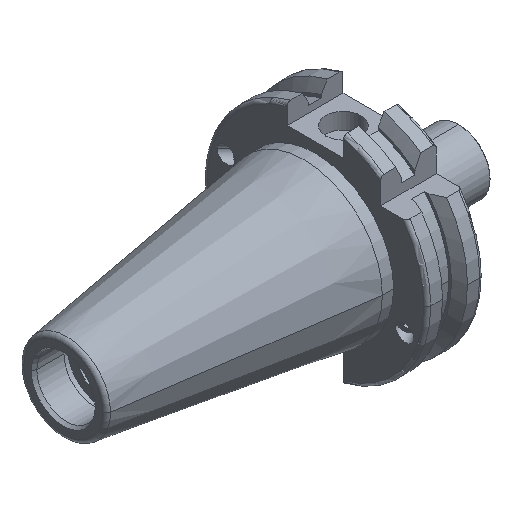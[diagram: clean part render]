
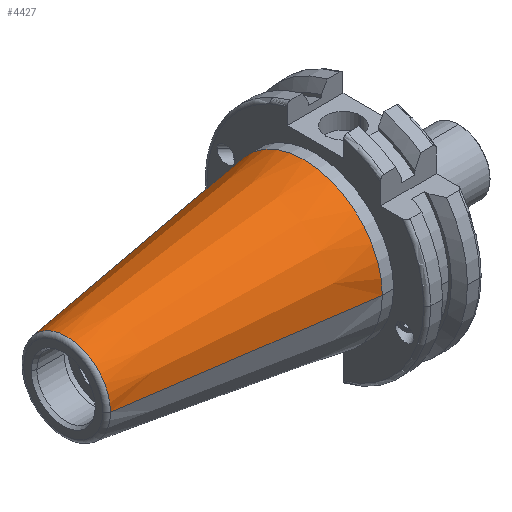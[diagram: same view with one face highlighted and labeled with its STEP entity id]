
A CAD part, isometric view. The second image highlights one B-rep face of the part: STEP entity #4427.
In plain terms, the highlighted conical face has half-angle 8.297 degrees and reference radius 22.225 mm.
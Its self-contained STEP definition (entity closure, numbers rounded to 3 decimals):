
#45 = CARTESIAN_POINT ( 'NONE',  ( 0., 0., 0. ) ) ;
#68 = CARTESIAN_POINT ( 'NONE',  ( -67.373, 12.4, 0. ) ) ;
#123 = EDGE_CURVE ( 'NONE', #2641, #692, #3116, .T. ) ;
#130 = DIRECTION ( 'NONE',  ( 0., 1., 0. ) ) ;
#396 = VERTEX_POINT ( 'NONE', #2069 ) ;
#459 = LINE ( 'NONE', #2309, #4048 ) ;
#525 = LINE ( 'NONE', #4241, #3746 ) ;
#692 = VERTEX_POINT ( 'NONE', #68 ) ;
#1011 = DIRECTION ( 'NONE',  ( 1., 0., 0. ) ) ;
#1075 = CARTESIAN_POINT ( 'NONE',  ( 0., 0., 0. ) ) ;
#1103 = FACE_OUTER_BOUND ( 'NONE', #2376, .T. ) ;
#1317 = AXIS2_PLACEMENT_3D ( 'NONE', #1075, #1011, #130 ) ;
#1767 = ORIENTED_EDGE ( 'NONE', *, *, #5218, .T. ) ;
#1807 = CIRCLE ( 'NONE', #3959, 22.225 ) ;
#2062 = ORIENTED_EDGE ( 'NONE', *, *, #4320, .T. ) ;
#2069 = CARTESIAN_POINT ( 'NONE',  ( 0., -22.225, 0. ) ) ;
#2250 = DIRECTION ( 'NONE',  ( 0., -1., 0. ) ) ;
#2254 = DIRECTION ( 'NONE',  ( -1., 0., 0. ) ) ;
#2309 = CARTESIAN_POINT ( 'NONE',  ( 0., -22.225, 0. ) ) ;
#2376 = EDGE_LOOP ( 'NONE', ( #5241, #2062, #1767, #3709 ) ) ;
#2641 = VERTEX_POINT ( 'NONE', #3110 ) ;
#3110 = CARTESIAN_POINT ( 'NONE',  ( -67.373, -12.4, 0. ) ) ;
#3116 = CIRCLE ( 'NONE', #5747, 12.4 ) ;
#3191 = CARTESIAN_POINT ( 'NONE',  ( 0., 22.225, 0. ) ) ;
#3709 = ORIENTED_EDGE ( 'NONE', *, *, #5142, .F. ) ;
#3746 = VECTOR ( 'NONE', #5531, 1000. ) ;
#3959 = AXIS2_PLACEMENT_3D ( 'NONE', #45, #2254, #4122 ) ;
#4048 = VECTOR ( 'NONE', #4167, 1000. ) ;
#4122 = DIRECTION ( 'NONE',  ( 0., -1., 0. ) ) ;
#4167 = DIRECTION ( 'NONE',  ( 0.99, -0.144, 0. ) ) ;
#4241 = CARTESIAN_POINT ( 'NONE',  ( 0., 22.225, 0. ) ) ;
#4320 = EDGE_CURVE ( 'NONE', #2641, #396, #459, .T. ) ;
#4427 = ADVANCED_FACE ( 'NONE', ( #1103 ), #5693, .T. ) ;
#4593 = CARTESIAN_POINT ( 'NONE',  ( -67.373, 0., 0. ) ) ;
#5142 = EDGE_CURVE ( 'NONE', #692, #5806, #525, .T. ) ;
#5218 = EDGE_CURVE ( 'NONE', #396, #5806, #1807, .T. ) ;
#5241 = ORIENTED_EDGE ( 'NONE', *, *, #123, .F. ) ;
#5531 = DIRECTION ( 'NONE',  ( 0.99, 0.144, 0. ) ) ;
#5545 = DIRECTION ( 'NONE',  ( -1., 0., 0. ) ) ;
#5693 = CONICAL_SURFACE ( 'NONE', #1317, 22.225, 0.145 ) ;
#5747 = AXIS2_PLACEMENT_3D ( 'NONE', #4593, #5545, #2250 ) ;
#5806 = VERTEX_POINT ( 'NONE', #3191 ) ;
